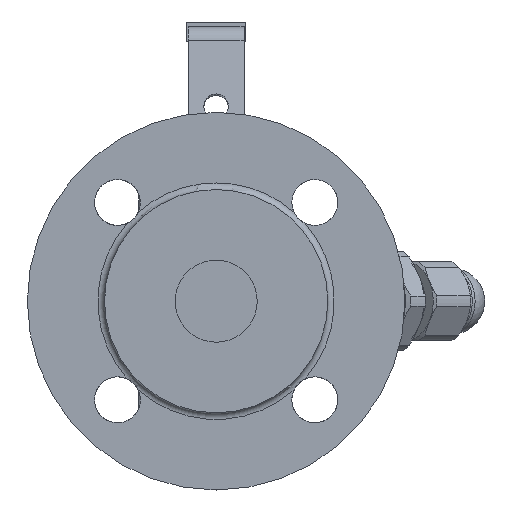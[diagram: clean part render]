
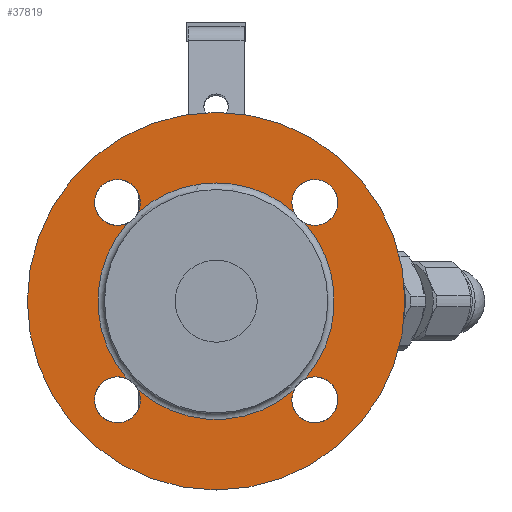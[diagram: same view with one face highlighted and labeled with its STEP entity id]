
A CAD part, left-side view. The second image highlights one B-rep face of the part: STEP entity #37819.
In plain terms, the highlighted planar face has unit normal (-1, 0, 0).
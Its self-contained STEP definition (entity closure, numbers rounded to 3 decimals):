
#3796=FACE_BOUND('',#8214,.T.);
#4289=PLANE('',#40993);
#5779=FACE_OUTER_BOUND('',#8213,.T.);
#8213=EDGE_LOOP('',(#29334));
#8214=EDGE_LOOP('',(#29335,#29336,#29337,#29338,#29339,#29340,#29341,#29342,
#29343,#29344,#29345,#29346,#29347));
#14178=CIRCLE('',#40970,36.);
#14179=CIRCLE('',#40971,36.);
#14180=CIRCLE('',#40972,36.);
#14181=CIRCLE('',#40973,36.);
#14182=CIRCLE('',#40974,36.);
#14183=CIRCLE('',#40976,7.);
#14184=CIRCLE('',#40977,7.);
#14185=CIRCLE('',#40979,7.);
#14186=CIRCLE('',#40980,7.);
#14187=CIRCLE('',#40982,7.);
#14188=CIRCLE('',#40983,7.);
#14189=CIRCLE('',#40985,7.);
#14190=CIRCLE('',#40986,7.);
#14193=CIRCLE('',#40991,57.5);
#16786=VERTEX_POINT('',#67585);
#16787=VERTEX_POINT('',#67587);
#16788=VERTEX_POINT('',#67589);
#16789=VERTEX_POINT('',#67610);
#16790=VERTEX_POINT('',#67612);
#16791=VERTEX_POINT('',#67633);
#16792=VERTEX_POINT('',#67635);
#16793=VERTEX_POINT('',#67656);
#16794=VERTEX_POINT('',#67658);
#16795=VERTEX_POINT('',#67681);
#16796=VERTEX_POINT('',#67686);
#16797=VERTEX_POINT('',#67691);
#16798=VERTEX_POINT('',#67696);
#16801=VERTEX_POINT('',#67707);
#21247=EDGE_CURVE('',#16786,#16787,#14178,.T.);
#21249=EDGE_CURVE('',#16788,#16789,#14179,.T.);
#21251=EDGE_CURVE('',#16790,#16791,#14180,.T.);
#21253=EDGE_CURVE('',#16792,#16793,#14181,.T.);
#21255=EDGE_CURVE('',#16794,#16786,#14182,.T.);
#21256=EDGE_CURVE('',#16790,#16795,#14183,.T.);
#21257=EDGE_CURVE('',#16795,#16789,#14184,.T.);
#21259=EDGE_CURVE('',#16792,#16796,#14185,.T.);
#21260=EDGE_CURVE('',#16796,#16791,#14186,.T.);
#21262=EDGE_CURVE('',#16794,#16797,#14187,.T.);
#21263=EDGE_CURVE('',#16797,#16793,#14188,.T.);
#21265=EDGE_CURVE('',#16788,#16798,#14189,.T.);
#21266=EDGE_CURVE('',#16798,#16787,#14190,.T.);
#21272=EDGE_CURVE('',#16801,#16801,#14193,.T.);
#29334=ORIENTED_EDGE('',*,*,#21272,.F.);
#29335=ORIENTED_EDGE('',*,*,#21253,.F.);
#29336=ORIENTED_EDGE('',*,*,#21259,.T.);
#29337=ORIENTED_EDGE('',*,*,#21260,.T.);
#29338=ORIENTED_EDGE('',*,*,#21251,.F.);
#29339=ORIENTED_EDGE('',*,*,#21256,.T.);
#29340=ORIENTED_EDGE('',*,*,#21257,.T.);
#29341=ORIENTED_EDGE('',*,*,#21249,.F.);
#29342=ORIENTED_EDGE('',*,*,#21265,.T.);
#29343=ORIENTED_EDGE('',*,*,#21266,.T.);
#29344=ORIENTED_EDGE('',*,*,#21247,.F.);
#29345=ORIENTED_EDGE('',*,*,#21255,.F.);
#29346=ORIENTED_EDGE('',*,*,#21262,.T.);
#29347=ORIENTED_EDGE('',*,*,#21263,.T.);
#37819=ADVANCED_FACE('',(#5779,#3796),#4289,.F.);
#40970=AXIS2_PLACEMENT_3D('',#67588,#47731,#47732);
#40971=AXIS2_PLACEMENT_3D('',#67611,#47733,#47734);
#40972=AXIS2_PLACEMENT_3D('',#67634,#47735,#47736);
#40973=AXIS2_PLACEMENT_3D('',#67657,#47737,#47738);
#40974=AXIS2_PLACEMENT_3D('',#67679,#47739,#47740);
#40976=AXIS2_PLACEMENT_3D('',#67682,#47743,#47744);
#40977=AXIS2_PLACEMENT_3D('',#67683,#47745,#47746);
#40979=AXIS2_PLACEMENT_3D('',#67687,#47750,#47751);
#40980=AXIS2_PLACEMENT_3D('',#67688,#47752,#47753);
#40982=AXIS2_PLACEMENT_3D('',#67692,#47757,#47758);
#40983=AXIS2_PLACEMENT_3D('',#67693,#47759,#47760);
#40985=AXIS2_PLACEMENT_3D('',#67697,#47764,#47765);
#40986=AXIS2_PLACEMENT_3D('',#67698,#47766,#47767);
#40991=AXIS2_PLACEMENT_3D('',#67709,#47779,#47780);
#40993=AXIS2_PLACEMENT_3D('',#67711,#47783,#47784);
#47731=DIRECTION('center_axis',(-1.,0.,0.));
#47732=DIRECTION('ref_axis',(0.,0.,
-1.));
#47733=DIRECTION('center_axis',(-1.,0.,0.));
#47734=DIRECTION('ref_axis',(0.,0.,
-1.));
#47735=DIRECTION('center_axis',(-1.,0.,0.));
#47736=DIRECTION('ref_axis',(0.,0.,
-1.));
#47737=DIRECTION('center_axis',(-1.,0.,0.));
#47738=DIRECTION('ref_axis',(0.,0.,
-1.));
#47739=DIRECTION('center_axis',(-1.,0.,0.));
#47740=DIRECTION('ref_axis',(0.,0.,
-1.));
#47743=DIRECTION('center_axis',(1.,0.,0.));
#47744=DIRECTION('ref_axis',(0.,1.,0.));
#47745=DIRECTION('center_axis',(1.,0.,0.));
#47746=DIRECTION('ref_axis',(0.,1.,0.));
#47750=DIRECTION('center_axis',(1.,0.,0.));
#47751=DIRECTION('ref_axis',(0.,0.,
-1.));
#47752=DIRECTION('center_axis',(1.,0.,0.));
#47753=DIRECTION('ref_axis',(0.,0.,
-1.));
#47757=DIRECTION('center_axis',(1.,0.,0.));
#47758=DIRECTION('ref_axis',(0.,-1.,0.));
#47759=DIRECTION('center_axis',(1.,0.,0.));
#47760=DIRECTION('ref_axis',(0.,-1.,0.));
#47764=DIRECTION('center_axis',(1.,0.,0.));
#47765=DIRECTION('ref_axis',(0.,0.,
1.));
#47766=DIRECTION('center_axis',(1.,0.,0.));
#47767=DIRECTION('ref_axis',(0.,0.,
1.));
#47779=DIRECTION('center_axis',(1.,0.,0.));
#47780=DIRECTION('ref_axis',(0.,0.,
-1.));
#47783=DIRECTION('center_axis',(1.,0.,0.));
#47784=DIRECTION('ref_axis',(0.,0.,
-1.));
#67585=CARTESIAN_POINT('',(-274.036,18.833,34.483));
#67587=CARTESIAN_POINT('',(-274.036,42.543,25.573));
#67588=CARTESIAN_POINT('Origin',(-274.036,18.833,-1.517));
#67589=CARTESIAN_POINT('',(-274.036,45.922,22.193));
#67610=CARTESIAN_POINT('',(-274.036,45.922,-25.227));
#67611=CARTESIAN_POINT('Origin',(-274.036,18.833,-1.517));
#67612=CARTESIAN_POINT('',(-274.036,42.543,-28.607));
#67633=CARTESIAN_POINT('',(-274.036,-4.877,-28.607));
#67634=CARTESIAN_POINT('Origin',(-274.036,18.833,-1.517));
#67635=CARTESIAN_POINT('',(-274.036,-8.257,-25.227));
#67656=CARTESIAN_POINT('',(-274.036,-8.257,22.193));
#67657=CARTESIAN_POINT('Origin',(-274.036,18.833,-1.517));
#67658=CARTESIAN_POINT('',(-274.036,-4.877,25.573));
#67679=CARTESIAN_POINT('Origin',(-274.036,18.833,-1.517));
#67681=CARTESIAN_POINT('',(-274.036,41.885,-31.569));
#67682=CARTESIAN_POINT('Origin',(-274.036,48.885,-31.569));
#67683=CARTESIAN_POINT('Origin',(-274.036,48.885,-31.569));
#67686=CARTESIAN_POINT('',(-274.036,-11.219,-24.569));
#67687=CARTESIAN_POINT('Origin',(-274.036,-11.219,-31.569));
#67688=CARTESIAN_POINT('Origin',(-274.036,-11.219,-31.569));
#67691=CARTESIAN_POINT('',(-274.036,-4.219,28.535));
#67692=CARTESIAN_POINT('Origin',(-274.036,-11.219,28.535));
#67693=CARTESIAN_POINT('Origin',(-274.036,-11.219,28.535));
#67696=CARTESIAN_POINT('',(-274.036,48.885,21.535));
#67697=CARTESIAN_POINT('Origin',(-274.036,48.885,28.535));
#67698=CARTESIAN_POINT('Origin',(-274.036,48.885,28.535));
#67707=CARTESIAN_POINT('',(-274.036,18.833,55.983));
#67709=CARTESIAN_POINT('Origin',(-274.036,18.833,-1.517));
#67711=CARTESIAN_POINT('Origin',(-274.036,18.833,-1.517));
